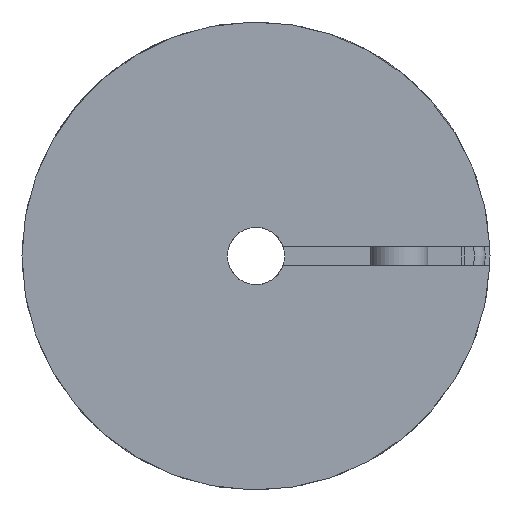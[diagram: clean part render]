
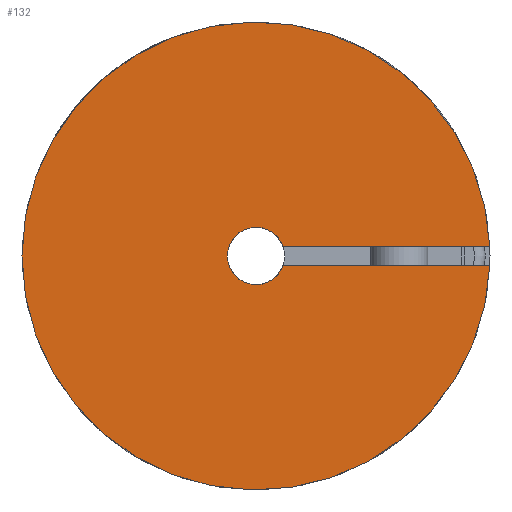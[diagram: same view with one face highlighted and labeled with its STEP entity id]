
A CAD part, left-side view. The second image highlights one B-rep face of the part: STEP entity #132.
In plain terms, the highlighted planar face has unit normal (-1, 0, 0).
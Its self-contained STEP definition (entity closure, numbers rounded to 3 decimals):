
#132 = ADVANCED_FACE( '', ( #359 ), #360, .F. );
#359 = FACE_OUTER_BOUND( '', #744, .T. );
#360 = PLANE( '', #745 );
#744 = EDGE_LOOP( '', ( #1135, #1136, #1137, #1138 ) );
#745 = AXIS2_PLACEMENT_3D( '', #1139, #1140, #1141 );
#1135 = ORIENTED_EDGE( '', *, *, #1887, .T. );
#1136 = ORIENTED_EDGE( '', *, *, #1888, .F. );
#1137 = ORIENTED_EDGE( '', *, *, #1889, .T. );
#1138 = ORIENTED_EDGE( '', *, *, #1890, .T. );
#1139 = CARTESIAN_POINT( '', ( -17.5, 0., 0. ) );
#1140 = DIRECTION( '', ( 1., 0., 0. ) );
#1141 = DIRECTION( '', ( 0., 0., 1. ) );
#1887 = EDGE_CURVE( '', #2173, #2174, #2175, .T. );
#1888 = EDGE_CURVE( '', #2176, #2174, #2177, .T. );
#1889 = EDGE_CURVE( '', #2176, #2178, #2179, .T. );
#1890 = EDGE_CURVE( '', #2178, #2173, #2180, .T. );
#2173 = VERTEX_POINT( '', #2583 );
#2174 = VERTEX_POINT( '', #2584 );
#2175 = LINE( '', #2585, #2586 );
#2176 = VERTEX_POINT( '', #2587 );
#2177 = CIRCLE( '', #2588, 1.5 );
#2178 = VERTEX_POINT( '', #2589 );
#2179 = LINE( '', #2590, #2591 );
#2180 = CIRCLE( '', #2592, 12.25 );
#2583 = CARTESIAN_POINT( '', ( -17.5, -12.24, -0.5 ) );
#2584 = CARTESIAN_POINT( '', ( -17.5, -1.414, -0.5 ) );
#2585 = CARTESIAN_POINT( '', ( -17.5, -2.958, -0.5 ) );
#2586 = VECTOR( '', #3764, 1000. );
#2587 = CARTESIAN_POINT( '', ( -17.5, -1.414, 0.5 ) );
#2588 = AXIS2_PLACEMENT_3D( '', #3765, #3766, #3767 );
#2589 = CARTESIAN_POINT( '', ( -17.5, -12.24, 0.5 ) );
#2590 = CARTESIAN_POINT( '', ( -17.5, -2.958, 0.5 ) );
#2591 = VECTOR( '', #3768, 1000. );
#2592 = AXIS2_PLACEMENT_3D( '', #3769, #3770, #3771 );
#3764 = DIRECTION( '', ( 0., 1., 0. ) );
#3765 = CARTESIAN_POINT( '', ( -17.5, 0., 0. ) );
#3766 = DIRECTION( '', ( -1., 0., 0. ) );
#3767 = DIRECTION( '', ( 0., -1., 0. ) );
#3768 = DIRECTION( '', ( 0., -1., 0. ) );
#3769 = CARTESIAN_POINT( '', ( -17.5, 0., 0. ) );
#3770 = DIRECTION( '', ( -1., 0., 0. ) );
#3771 = DIRECTION( '', ( 0., -1., 0. ) );
